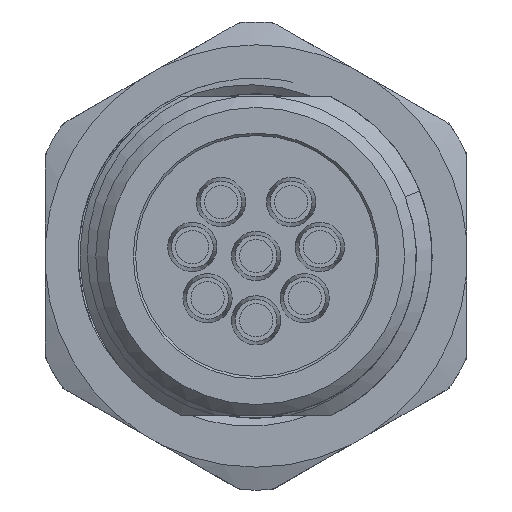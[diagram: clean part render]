
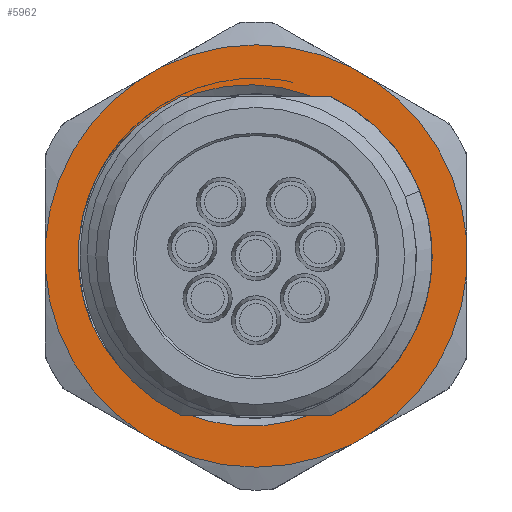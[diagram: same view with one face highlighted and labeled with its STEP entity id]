
A CAD part, left-side view. The second image highlights one B-rep face of the part: STEP entity #5962.
In plain terms, the highlighted planar face has unit normal (-1, 0, 0).
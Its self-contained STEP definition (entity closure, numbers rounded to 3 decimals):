
#445=PLANE('',#7037);
#583=B_SPLINE_CURVE_WITH_KNOTS('',3,(#21881,#21882,#21883,#21884,#21885,
#21886,#21887),.UNSPECIFIED.,.F.,.F.,(4,1,1,1,4),(0.,
0.004,0.009,0.013,0.017),
 .UNSPECIFIED.);
#584=B_SPLINE_CURVE_WITH_KNOTS('',3,(#21891,#21892,#21893,#21894,#21895,
#21896,#21897),.UNSPECIFIED.,.F.,.F.,(4,1,1,1,4),(0.,
0.004,0.009,0.013,0.017),
 .UNSPECIFIED.);
#808=LINE('',#21898,#1023);
#809=LINE('',#21903,#1024);
#810=LINE('',#21907,#1025);
#811=LINE('',#21911,#1026);
#812=LINE('',#21915,#1027);
#813=LINE('',#21919,#1028);
#1023=VECTOR('',#8550,1000.);
#1024=VECTOR('',#8553,1000.);
#1025=VECTOR('',#8556,1000.);
#1026=VECTOR('',#8559,1000.);
#1027=VECTOR('',#8562,1000.);
#1028=VECTOR('',#8565,1000.);
#2219=ORIENTED_EDGE('',*,*,#3137,.F.);
#2220=ORIENTED_EDGE('',*,*,#3138,.T.);
#2221=ORIENTED_EDGE('',*,*,#3139,.T.);
#2222=ORIENTED_EDGE('',*,*,#3140,.T.);
#2223=ORIENTED_EDGE('',*,*,#3141,.F.);
#2224=ORIENTED_EDGE('',*,*,#3142,.T.);
#2225=ORIENTED_EDGE('',*,*,#3143,.F.);
#2226=ORIENTED_EDGE('',*,*,#3144,.T.);
#2227=ORIENTED_EDGE('',*,*,#3145,.F.);
#2228=ORIENTED_EDGE('',*,*,#3146,.T.);
#2229=ORIENTED_EDGE('',*,*,#3147,.F.);
#2230=ORIENTED_EDGE('',*,*,#3148,.T.);
#2231=ORIENTED_EDGE('',*,*,#3149,.F.);
#2232=ORIENTED_EDGE('',*,*,#3150,.T.);
#2233=ORIENTED_EDGE('',*,*,#3151,.F.);
#2234=ORIENTED_EDGE('',*,*,#3152,.T.);
#3137=EDGE_CURVE('',#3749,#3750,#4144,.T.);
#3138=EDGE_CURVE('',#3749,#3751,#583,.T.);
#3139=EDGE_CURVE('',#3751,#3752,#4145,.F.);
#3140=EDGE_CURVE('',#3752,#3750,#584,.T.);
#3141=EDGE_CURVE('',#3753,#3754,#808,.T.);
#3142=EDGE_CURVE('',#3753,#3755,#4146,.F.);
#3143=EDGE_CURVE('',#3756,#3755,#809,.T.);
#3144=EDGE_CURVE('',#3756,#3757,#4147,.F.);
#3145=EDGE_CURVE('',#3758,#3757,#810,.T.);
#3146=EDGE_CURVE('',#3758,#3759,#4148,.F.);
#3147=EDGE_CURVE('',#3760,#3759,#811,.T.);
#3148=EDGE_CURVE('',#3760,#3761,#4149,.F.);
#3149=EDGE_CURVE('',#3762,#3761,#812,.T.);
#3150=EDGE_CURVE('',#3762,#3763,#4150,.F.);
#3151=EDGE_CURVE('',#3764,#3763,#813,.T.);
#3152=EDGE_CURVE('',#3764,#3754,#4151,.F.);
#3749=VERTEX_POINT('',#21879);
#3750=VERTEX_POINT('',#21880);
#3751=VERTEX_POINT('',#21888);
#3752=VERTEX_POINT('',#21890);
#3753=VERTEX_POINT('',#21899);
#3754=VERTEX_POINT('',#21900);
#3755=VERTEX_POINT('',#21902);
#3756=VERTEX_POINT('',#21904);
#3757=VERTEX_POINT('',#21906);
#3758=VERTEX_POINT('',#21908);
#3759=VERTEX_POINT('',#21910);
#3760=VERTEX_POINT('',#21912);
#3761=VERTEX_POINT('',#21914);
#3762=VERTEX_POINT('',#21916);
#3763=VERTEX_POINT('',#21918);
#3764=VERTEX_POINT('',#21920);
#4144=CIRCLE('',#7038,7.6);
#4145=CIRCLE('',#7039,6.93);
#4146=CIRCLE('',#7040,9.024);
#4147=CIRCLE('',#7041,9.024);
#4148=CIRCLE('',#7042,9.024);
#4149=CIRCLE('',#7043,9.024);
#4150=CIRCLE('',#7044,9.024);
#4151=CIRCLE('',#7045,9.024);
#4726=EDGE_LOOP('',(#2219,#2220,#2221,#2222));
#4727=EDGE_LOOP('',(#2223,#2224,#2225,#2226,#2227,#2228,#2229,#2230,#2231,
#2232,#2233,#2234));
#5369=FACE_BOUND('',#4726,.T.);
#5370=FACE_BOUND('',#4727,.T.);
#5962=ADVANCED_FACE('',(#5369,#5370),#445,.F.);
#7037=AXIS2_PLACEMENT_3D('',#21877,#8544,#8545);
#7038=AXIS2_PLACEMENT_3D('',#21878,#8546,#8547);
#7039=AXIS2_PLACEMENT_3D('',#21889,#8548,#8549);
#7040=AXIS2_PLACEMENT_3D('',#21901,#8551,#8552);
#7041=AXIS2_PLACEMENT_3D('',#21905,#8554,#8555);
#7042=AXIS2_PLACEMENT_3D('',#21909,#8557,#8558);
#7043=AXIS2_PLACEMENT_3D('',#21913,#8560,#8561);
#7044=AXIS2_PLACEMENT_3D('',#21917,#8563,#8564);
#7045=AXIS2_PLACEMENT_3D('',#21921,#8566,#8567);
#8544=DIRECTION('',(1.,0.,0.));
#8545=DIRECTION('',(0.,0.,-1.));
#8546=DIRECTION('',(-1.,0.,0.));
#8547=DIRECTION('',(0.,1.,0.));
#8548=DIRECTION('',(-1.,0.,0.));
#8549=DIRECTION('',(0.,0.,1.));
#8550=DIRECTION('',(0.,1.,0.));
#8551=DIRECTION('',(1.,0.,0.));
#8552=DIRECTION('',(0.,0.,-1.));
#8553=DIRECTION('',(0.,0.498,-0.867));
#8554=DIRECTION('',(1.,0.,0.));
#8555=DIRECTION('',(0.,0.,-1.));
#8556=DIRECTION('',(0.,-0.498,-0.867));
#8557=DIRECTION('',(1.,0.,0.));
#8558=DIRECTION('',(0.,0.,-1.));
#8559=DIRECTION('',(0.,-1.,0.));
#8560=DIRECTION('',(1.,0.,0.));
#8561=DIRECTION('',(0.,0.,-1.));
#8562=DIRECTION('',(0.,-0.497,0.868));
#8563=DIRECTION('',(1.,0.,0.));
#8564=DIRECTION('',(0.,0.,-1.));
#8565=DIRECTION('',(0.,0.497,0.868));
#8566=DIRECTION('',(1.,0.,0.));
#8567=DIRECTION('',(0.,0.,-1.));
#21877=CARTESIAN_POINT('',(-1.5,0.,0.));
#21878=CARTESIAN_POINT('',(-1.5,0.,0.));
#21879=CARTESIAN_POINT('',(-1.5,-4.081,6.411));
#21880=CARTESIAN_POINT('',(-1.5,3.02,6.974));
#21881=CARTESIAN_POINT('',(-1.5,-4.081,6.411));
#21882=CARTESIAN_POINT('',(-1.5,-5.265,5.593));
#21883=CARTESIAN_POINT('',(-1.5,-7.132,3.294));
#21884=CARTESIAN_POINT('',(-1.5,-7.622,-1.136));
#21885=CARTESIAN_POINT('',(-1.5,-5.55,-5.108));
#21886=CARTESIAN_POINT('',(-1.5,-2.928,-6.508));
#21887=CARTESIAN_POINT('',(-1.5,-1.511,-6.763));
#21888=CARTESIAN_POINT('',(-1.5,-1.511,-6.763));
#21889=CARTESIAN_POINT('',(-1.5,0.,0.));
#21890=CARTESIAN_POINT('',(-1.5,2.558,-6.441));
#21891=CARTESIAN_POINT('',(-1.5,2.558,-6.441));
#21892=CARTESIAN_POINT('',(-1.5,3.917,-5.964));
#21893=CARTESIAN_POINT('',(-1.5,6.29,-4.163));
#21894=CARTESIAN_POINT('',(-1.5,7.705,0.074));
#21895=CARTESIAN_POINT('',(-1.5,6.523,4.38));
#21896=CARTESIAN_POINT('',(-1.5,4.318,6.354));
#21897=CARTESIAN_POINT('',(-1.5,3.02,6.974));
#21898=CARTESIAN_POINT('',(-1.5,-4.376,-8.992));
#21899=CARTESIAN_POINT('',(-1.5,-0.764,-8.992));
#21900=CARTESIAN_POINT('',(-1.5,0.764,-8.992));
#21901=CARTESIAN_POINT('',(-1.5,0.,0.));
#21902=CARTESIAN_POINT('',(-1.5,-7.542,-4.955));
#21903=CARTESIAN_POINT('',(-1.5,-9.974,-0.725));
#21904=CARTESIAN_POINT('',(-1.5,-8.078,-4.024));
#21905=CARTESIAN_POINT('',(-1.5,0.,0.));
#21906=CARTESIAN_POINT('',(-1.5,-8.078,4.024));
#21907=CARTESIAN_POINT('',(-1.5,-5.646,8.254));
#21908=CARTESIAN_POINT('',(-1.5,-7.542,4.955));
#21909=CARTESIAN_POINT('',(-1.5,0.,0.));
#21910=CARTESIAN_POINT('',(-1.5,-0.537,9.008));
#21911=CARTESIAN_POINT('',(-1.5,4.342,9.008));
#21912=CARTESIAN_POINT('',(-1.5,0.537,9.008));
#21913=CARTESIAN_POINT('',(-1.5,0.,0.));
#21914=CARTESIAN_POINT('',(-1.5,7.551,4.941));
#21915=CARTESIAN_POINT('',(-1.5,9.975,0.706));
#21916=CARTESIAN_POINT('',(-1.5,8.085,4.008));
#21917=CARTESIAN_POINT('',(-1.5,0.,0.));
#21918=CARTESIAN_POINT('',(-1.5,8.085,-4.008));
#21919=CARTESIAN_POINT('',(-1.5,5.661,-8.243));
#21920=CARTESIAN_POINT('',(-1.5,7.551,-4.941));
#21921=CARTESIAN_POINT('',(-1.5,0.,0.));
